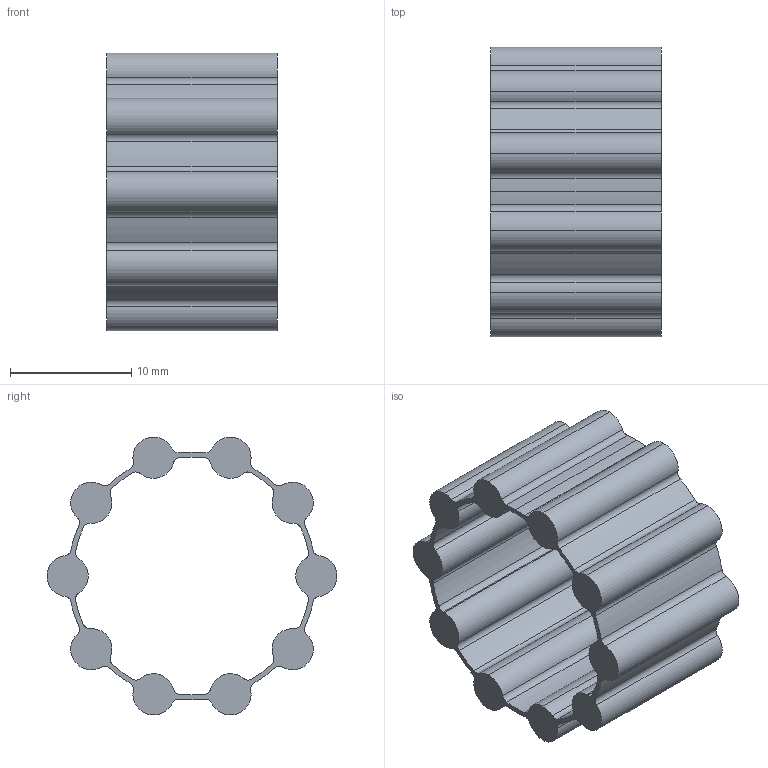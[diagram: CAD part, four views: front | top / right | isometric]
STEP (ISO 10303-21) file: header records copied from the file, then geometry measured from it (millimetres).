
FILE_DESCRIPTION (( 'STEP AP214' ), '1' );
FILE_NAME ('GearboxTPUClutch tpu.STEP', '2025-02-08T21:30:09', ( '' ), ( '' ), 'SwSTEP 2.0', 'SolidWorks 2024', '' );
FILE_SCHEMA (( 'AUTOMOTIVE_DESIGN' ));
Length unit declared in the file: millimetre
Products named in the file (1): GearboxTPUClutch tpu
Bounding box: 14.07 x 23.89 x 22.89 mm (x, y, z)
Volume: 1463.4 mm3; surface area: 2362.1 mm2
Topology: 1 solids, 1 shells, 96 faces, 282 edges, 188 vertices
Faces by surface type: cylinder 74, bspline 20, plane 2
Entity records: 3661 total; most frequent: CARTESIAN_POINT 1067, ORIENTED_EDGE 564, DIRECTION 544, EDGE_CURVE 282, AXIS2_PLACEMENT_3D 225, VERTEX_POINT 188, CIRCLE 148, EDGE_LOOP 98
